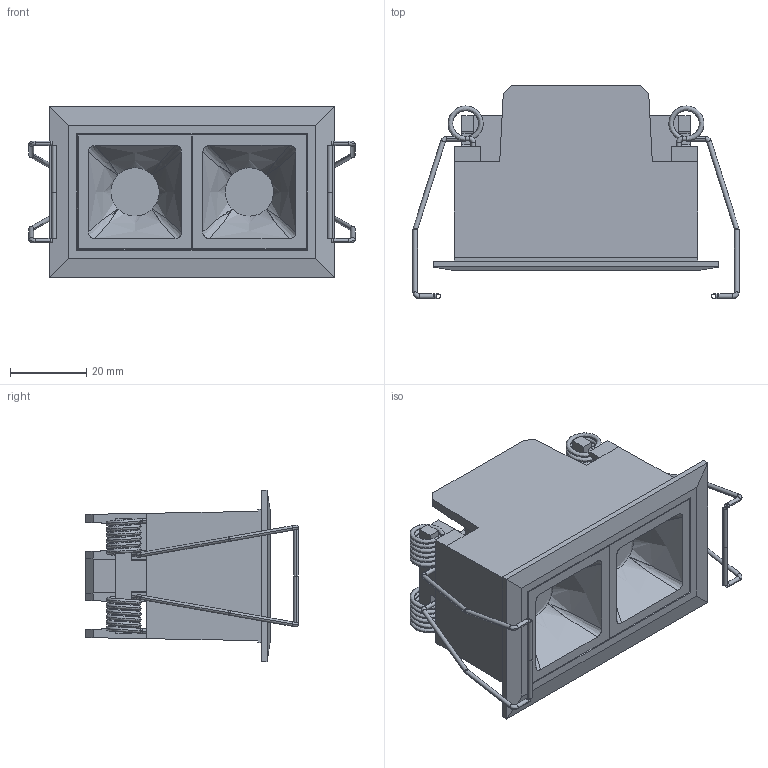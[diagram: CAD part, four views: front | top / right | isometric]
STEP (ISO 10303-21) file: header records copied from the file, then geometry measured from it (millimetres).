
FILE_DESCRIPTION((''),'2;1');
FILE_NAME('010180A02_ASM','2020-04-01T16:48:40',('Administrator'),(''),'CREO PARAMETRIC BY PTC INC, 2019010','CREO PARAMETRIC BY PTC INC, 2019010','');
FILE_SCHEMA(('CONFIG_CONTROL_DESIGN','SHAPE_APPEARANCE_LAYERS_GROUPS'));
Length unit declared in the file: millimetre
Products named in the file (4): ADMI0ABC9CC7V7G6_7; ADMI0ABC9CC7V7FY_5; ADMI0ABC9CC7V7G6_ASM; 010180A02_ASM
Assembly tree (4 placements, depth 3):
  010180A02_ASM
    ADMI0ABC9CC7V7G6_ASM
      ADMI0ABC9CC7V7G6_7
      ADMI0ABC9CC7V7FY_5  x2
Bounding box: 85.7 x 55.96 x 45 mm (x, y, z)
Volume: 77585.2 mm3; surface area: 36838.7 mm2
Topology: 3 solids, 131 shells, 299 faces, 1023 edges, 856 vertices
Faces by surface type: plane 149, cylinder 82, bspline 32, torus 32, extrusion 4
Entity records: 23093 total; most frequent: CARTESIAN_POINT 10255, DIRECTION 1479, ORIENTED_EDGE 1374, PRESENTATION_STYLE_ASSIGNMENT 1242, STYLED_ITEM 1099, CURVE_STYLE 969, EDGE_CURVE 965, VERTEX_POINT 824
